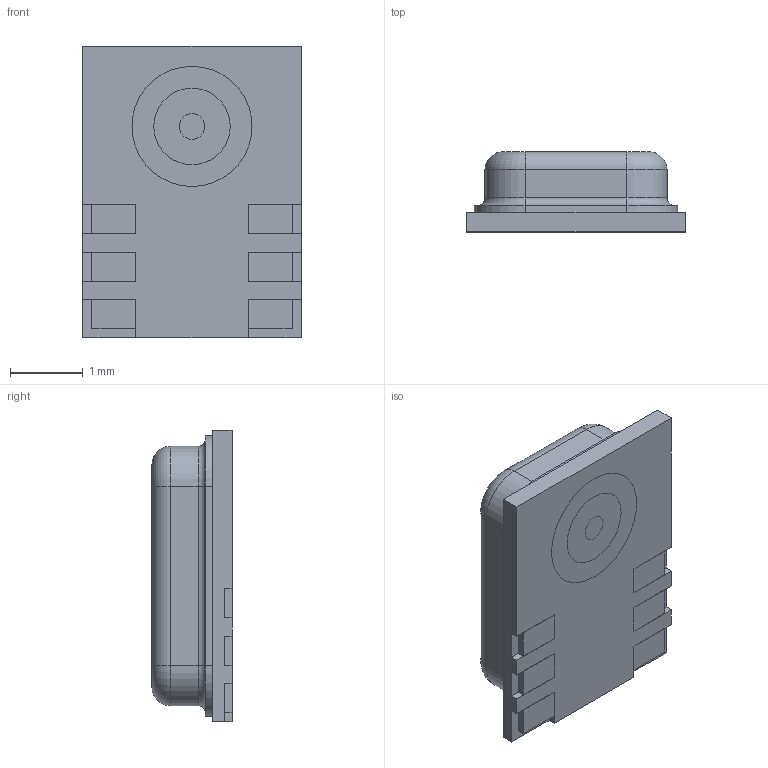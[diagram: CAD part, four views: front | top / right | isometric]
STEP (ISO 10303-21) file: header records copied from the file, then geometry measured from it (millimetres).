
FILE_DESCRIPTION (( 'STEP AP214' ), '1' );
FILE_NAME ('ICS-43432.STEP', '2020-10-22T03:05:46', ( '' ), ( '' ), 'SwSTEP 2.0', 'SolidWorks 2017', '' );
FILE_SCHEMA (( 'AUTOMOTIVE_DESIGN' ));
Length unit declared in the file: millimetre
Products named in the file (1): ICS-43432
Bounding box: 3 x 1.1 x 4 mm (x, y, z)
Volume: 10.4 mm3; surface area: 69.2 mm2
Topology: 11 solids, 11 shells, 142 faces, 326 edges, 212 vertices
Faces by surface type: plane 94, cylinder 40, torus 8
Entity records: 4118 total; most frequent: DIRECTION 700, CARTESIAN_POINT 681, ORIENTED_EDGE 652, EDGE_CURVE 326, LINE 238, VECTOR 238, AXIS2_PLACEMENT_3D 231, VERTEX_POINT 212
